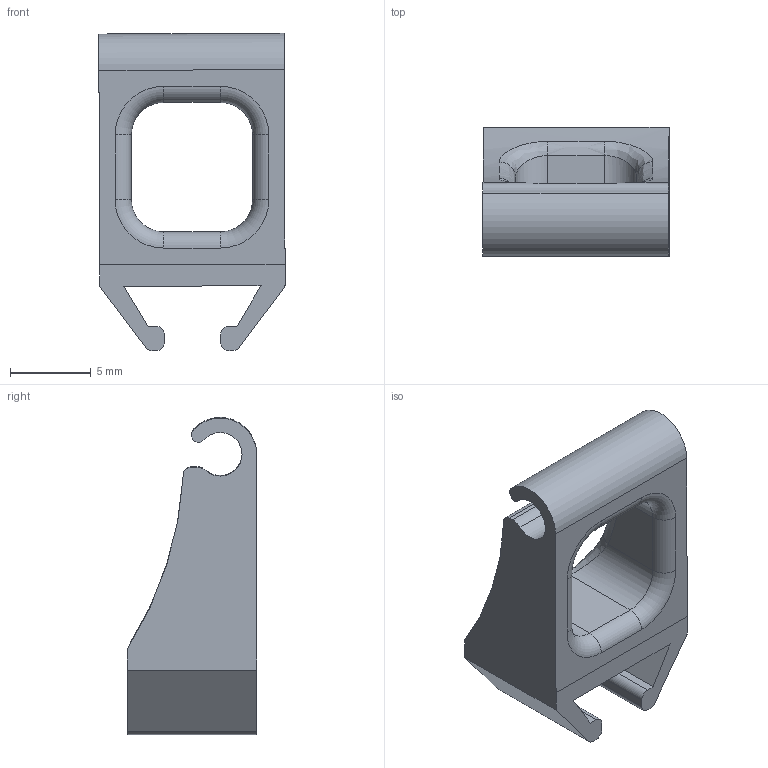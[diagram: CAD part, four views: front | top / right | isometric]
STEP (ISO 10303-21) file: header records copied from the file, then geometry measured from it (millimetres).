
FILE_DESCRIPTION(/* description */ (''),/* implementation_level */ '2;1');
FILE_NAME(/* name */ '10 x 15 Temp Sensor Clip v5.step',/* time_stamp */ '2020-09-02T16:43:16+01:00',/* author */ (''),/* organization */ (''),/* preprocessor_version */ 'ST-DEVELOPER v18.1',/* originating_system */ 'Autodesk Translation Framework v9.3.0.1241',/* authorisation */ '');
FILE_SCHEMA (('AUTOMOTIVE_DESIGN { 1 0 10303 214 3 1 1 }'));
Length unit declared in the file: millimetre
Products named in the file (1): 10 x 15 Temp Sensor Clip
Bounding box: 11.55 x 8 x 19.65 mm (x, y, z)
Volume: 675.3 mm3; surface area: 911.7 mm2
Topology: 1 solids, 1 shells, 59 faces, 156 edges, 98 vertices
Faces by surface type: plane 24, cylinder 23, bspline 8, torus 4
Entity records: 2089 total; most frequent: CARTESIAN_POINT 594, ORIENTED_EDGE 312, DIRECTION 304, EDGE_CURVE 156, AXIS2_PLACEMENT_3D 110, VERTEX_POINT 98, LINE 84, VECTOR 84
